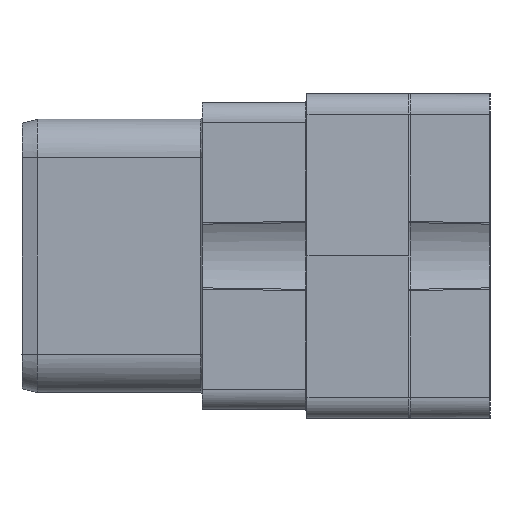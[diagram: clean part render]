
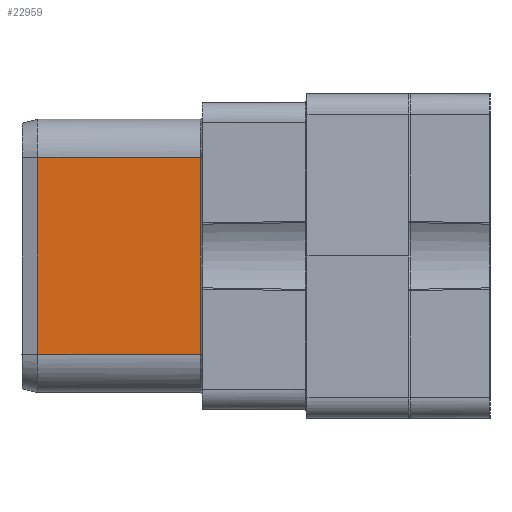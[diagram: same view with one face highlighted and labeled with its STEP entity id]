
A CAD part, left-side view. The second image highlights one B-rep face of the part: STEP entity #22959.
In plain terms, the highlighted planar face has unit normal (-1, 0.011, 0).
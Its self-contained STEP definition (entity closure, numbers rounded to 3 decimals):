
#6354=CARTESIAN_POINT('',(-20.929,0.099,
-4.825));
#6415=CARTESIAN_POINT('',(-20.838,8.124,-4.825));
#6417=DIRECTION('',(0.011,1.,0.));
#6418=VECTOR('',#6417,8.026);
#6419=CARTESIAN_POINT('',(-20.929,0.099,
-4.825));
#6420=LINE('',#6419,#6418);
#6421=DIRECTION('',(0.,0.,1.));
#6422=VECTOR('',#6421,9.65);
#6423=CARTESIAN_POINT('',(-20.929,0.099,
-4.825));
#6424=LINE('',#6423,#6422);
#6425=CARTESIAN_POINT('',(-20.838,8.124,-4.825));
#6426=CARTESIAN_POINT('',(-20.838,8.124,
-3.753));
#6427=CARTESIAN_POINT('',(-20.838,8.125,
-1.608));
#6428=CARTESIAN_POINT('',(-20.838,8.125,1.608));
#6429=CARTESIAN_POINT('',(-20.838,8.125,3.753));
#6430=CARTESIAN_POINT('',(-20.838,8.125,4.825));
#6432=CARTESIAN_POINT('',(-20.929,0.099,
4.825));
#6485=CARTESIAN_POINT('',(-20.929,0.099,4.825));
#6486=CARTESIAN_POINT('',(-20.919,0.991,4.825));
#6487=CARTESIAN_POINT('',(-20.899,2.774,4.825));
#6488=CARTESIAN_POINT('',(-20.868,5.45,4.825));
#6489=CARTESIAN_POINT('',(-20.848,7.233,4.825));
#6490=CARTESIAN_POINT('',(-20.838,8.125,4.825));
#16813=VERTEX_POINT('',#6415);
#16815=VERTEX_POINT('',#6430);
#17543=VERTEX_POINT('',#6432);
#17566=VERTEX_POINT('',#6354);
#22947=CARTESIAN_POINT('',(-20.93,0.,6.705));
#22948=DIRECTION('',(1.,-0.011,0.));
#22949=DIRECTION('',(0.011,1.,0.));
#22950=AXIS2_PLACEMENT_3D('',#22947,#22948,#22949);
#22951=PLANE('',#22950);
#22952=ORIENTED_EDGE('',*,*,#22871,.F.);
#22953=ORIENTED_EDGE('',*,*,#22942,.T.);
#22954=ORIENTED_EDGE('',*,*,#22579,.T.);
#22956=ORIENTED_EDGE('',*,*,#22955,.F.);
#22957=EDGE_LOOP('',(#22952,#22953,#22954,#22956));
#22958=FACE_OUTER_BOUND('',#22957,.F.);
#22959=ADVANCED_FACE('',(#22958),#22951,.F.);
#6431=B_SPLINE_CURVE_WITH_KNOTS('',3,(#6425,#6426,#6427,#6428,#6429,#6430),
.UNSPECIFIED.,.F.,.F.,(4,1,1,4),(0.,0.333,0.667,1.),
.UNSPECIFIED.);
#6491=B_SPLINE_CURVE_WITH_KNOTS('',3,(#6485,#6486,#6487,#6488,#6489,#6490),
.UNSPECIFIED.,.F.,.F.,(4,1,1,4),(0.,0.333,0.667,1.),
.UNSPECIFIED.);
#22579=EDGE_CURVE('',#16813,#16815,#6431,.T.);
#22871=EDGE_CURVE('',#17566,#17543,#6424,.T.);
#22942=EDGE_CURVE('',#17566,#16813,#6420,.T.);
#22955=EDGE_CURVE('',#17543,#16815,#6491,.T.);
